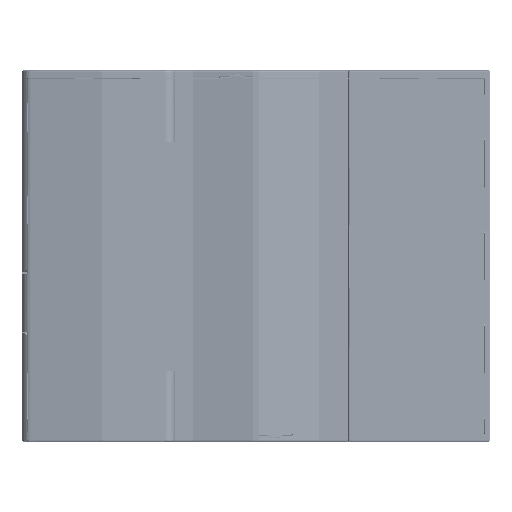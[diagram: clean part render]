
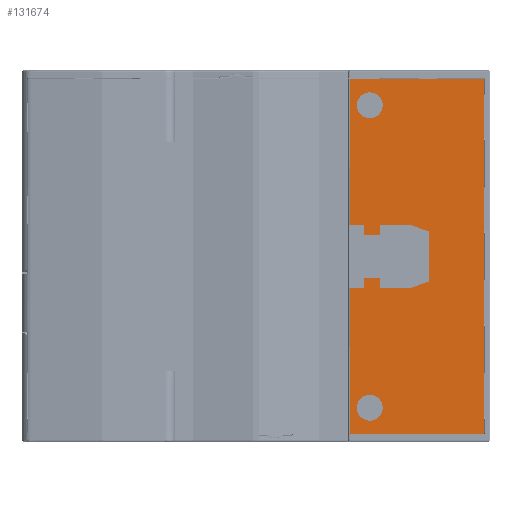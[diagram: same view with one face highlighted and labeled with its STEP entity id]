
A CAD part, front view. The second image highlights one B-rep face of the part: STEP entity #131674.
In plain terms, the highlighted planar face has unit normal (0, -1, 0).
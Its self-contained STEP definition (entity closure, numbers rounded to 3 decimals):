
#71472=DIRECTION('',(0.,0.,1.));
#71473=VECTOR('',#71472,68.028);
#71474=CARTESIAN_POINT('',(-21.238,-12.5,
-53.364));
#71475=LINE('',#71474,#71473);
#72231=DIRECTION('',(0.,0.,-1.));
#72232=VECTOR('',#72231,28.014);
#72233=CARTESIAN_POINT('',(4.5,-12.5,-25.35));
#72234=LINE('',#72233,#72232);
#72255=DIRECTION('',(0.,0.,1.));
#72256=VECTOR('',#72255,1.85);
#72257=CARTESIAN_POINT('',(1.85,-12.5,-15.2));
#72258=LINE('',#72257,#72256);
#72259=DIRECTION('',(0.94,0.,0.342));
#72260=VECTOR('',#72259,3.509);
#72261=CARTESIAN_POINT('',(-10.6,-12.5,-14.55));
#72262=LINE('',#72261,#72260);
#72263=DIRECTION('',(-0.94,0.,0.342));
#72264=VECTOR('',#72263,3.509);
#72265=CARTESIAN_POINT('',(-7.303,-12.5,-25.35));
#72266=LINE('',#72265,#72264);
#72267=DIRECTION('',(0.,0.,1.));
#72268=VECTOR('',#72267,1.85);
#72269=CARTESIAN_POINT('',(1.85,-12.5,-25.35));
#72270=LINE('',#72269,#72268);
#72271=DIRECTION('',(1.,0.,0.));
#72272=VECTOR('',#72271,25.738);
#72273=CARTESIAN_POINT('',(-21.238,-12.5,
-53.364));
#72274=LINE('',#72273,#72272);
#72275=CARTESIAN_POINT('',(0.675,-12.5,
9.665));
#72276=DIRECTION('',(0.,1.,0.));
#72277=DIRECTION('',(-1.,0.,0.));
#72278=AXIS2_PLACEMENT_3D('',#72275,#72276,#72277);
#72280=CARTESIAN_POINT('',(0.675,-12.5,
9.665));
#72281=DIRECTION('',(0.,1.,0.));
#72282=DIRECTION('',(1.,0.,0.));
#72283=AXIS2_PLACEMENT_3D('',#72280,#72281,#72282);
#72285=CARTESIAN_POINT('',(0.675,-12.5,
-48.365));
#72286=DIRECTION('',(0.,1.,0.));
#72287=DIRECTION('',(-1.,0.,0.));
#72288=AXIS2_PLACEMENT_3D('',#72285,#72286,#72287);
#72290=CARTESIAN_POINT('',(0.675,-12.5,
-48.365));
#72291=DIRECTION('',(0.,1.,0.));
#72292=DIRECTION('',(1.,0.,0.));
#72293=AXIS2_PLACEMENT_3D('',#72290,#72291,#72292);
#72295=DIRECTION('',(1.,0.,0.));
#72296=VECTOR('',#72295,25.738);
#72297=CARTESIAN_POINT('',(-21.238,-12.5,
14.664));
#72298=LINE('',#72297,#72296);
#123086=DIRECTION('',(0.,0.,-1.));
#123087=VECTOR('',#123086,28.014);
#123088=CARTESIAN_POINT('',(4.5,-12.5,
14.664));
#123089=LINE('',#123088,#123087);
#123110=DIRECTION('',(-1.,0.,0.));
#123111=VECTOR('',#123110,6.074);
#123112=CARTESIAN_POINT('',(-1.229,-12.5,-13.35));
#123113=LINE('',#123112,#123111);
#123122=DIRECTION('',(-1.,0.,0.));
#123123=VECTOR('',#123122,2.65);
#123124=CARTESIAN_POINT('',(4.5,-12.5,-13.35));
#123125=LINE('',#123124,#123123);
#123135=DIRECTION('',(0.,0.,1.));
#123136=VECTOR('',#123135,1.85);
#123137=CARTESIAN_POINT('',(-1.229,-12.5,-15.2));
#123138=LINE('',#123137,#123136);
#123151=DIRECTION('',(-1.,0.,0.));
#123152=VECTOR('',#123151,3.079);
#123153=CARTESIAN_POINT('',(1.85,-12.5,-15.2));
#123154=LINE('',#123153,#123152);
#123220=DIRECTION('',(1.,0.,0.));
#123221=VECTOR('',#123220,2.65);
#123222=CARTESIAN_POINT('',(1.85,-12.5,-25.35));
#123223=LINE('',#123222,#123221);
#123236=DIRECTION('',(1.,0.,0.));
#123237=VECTOR('',#123236,6.074);
#123238=CARTESIAN_POINT('',(-7.303,-12.5,-25.35));
#123239=LINE('',#123238,#123237);
#123248=DIRECTION('',(1.,0.,0.));
#123249=VECTOR('',#123248,3.079);
#123250=CARTESIAN_POINT('',(-1.229,-12.5,-23.5));
#123251=LINE('',#123250,#123249);
#123264=DIRECTION('',(0.,0.,1.));
#123265=VECTOR('',#123264,1.85);
#123266=CARTESIAN_POINT('',(-1.229,-12.5,-25.35));
#123267=LINE('',#123266,#123265);
#123280=DIRECTION('',(0.,0.,-1.));
#123281=VECTOR('',#123280,9.6);
#123282=CARTESIAN_POINT('',(-10.6,-12.5,-14.55));
#123283=LINE('',#123282,#123281);
#123785=CARTESIAN_POINT('',(-1.229,-12.5,-15.2));
#123786=VERTEX_POINT('',#123785);
#123787=CARTESIAN_POINT('',(1.85,-12.5,-15.2));
#123788=VERTEX_POINT('',#123787);
#123793=CARTESIAN_POINT('',(-10.6,-12.5,-14.55));
#123794=CARTESIAN_POINT('',(-7.303,-12.5,-13.35));
#123795=VERTEX_POINT('',#123793);
#123796=VERTEX_POINT('',#123794);
#125812=CARTESIAN_POINT('',(3.155,-12.5,
9.665));
#125813=CARTESIAN_POINT('',(-1.806,-12.5,
9.665));
#125814=VERTEX_POINT('',#125812);
#125815=VERTEX_POINT('',#125813);
#125816=CARTESIAN_POINT('',(3.155,-12.5,
-48.365));
#125817=CARTESIAN_POINT('',(-1.806,-12.5,
-48.365));
#125818=VERTEX_POINT('',#125816);
#125819=VERTEX_POINT('',#125817);
#125820=CARTESIAN_POINT('',(-21.238,-12.5,
14.664));
#125821=CARTESIAN_POINT('',(4.5,-12.5,
14.664));
#125822=VERTEX_POINT('',#125820);
#125823=VERTEX_POINT('',#125821);
#125824=CARTESIAN_POINT('',(4.5,-12.5,-13.35));
#125825=VERTEX_POINT('',#125824);
#125826=CARTESIAN_POINT('',(1.85,-12.5,-13.35));
#125827=VERTEX_POINT('',#125826);
#125828=CARTESIAN_POINT('',(-1.229,-12.5,-13.35));
#125829=VERTEX_POINT('',#125828);
#125830=CARTESIAN_POINT('',(-10.6,-12.5,-24.15));
#125831=VERTEX_POINT('',#125830);
#125832=CARTESIAN_POINT('',(-7.303,-12.5,-25.35));
#125833=VERTEX_POINT('',#125832);
#125834=CARTESIAN_POINT('',(-1.229,-12.5,-25.35));
#125835=VERTEX_POINT('',#125834);
#125836=CARTESIAN_POINT('',(-1.229,-12.5,-23.5));
#125837=VERTEX_POINT('',#125836);
#125838=CARTESIAN_POINT('',(1.85,-12.5,-23.5));
#125839=VERTEX_POINT('',#125838);
#125840=CARTESIAN_POINT('',(1.85,-12.5,-25.35));
#125841=VERTEX_POINT('',#125840);
#125842=CARTESIAN_POINT('',(4.5,-12.5,-25.35));
#125843=VERTEX_POINT('',#125842);
#125844=CARTESIAN_POINT('',(4.5,-12.5,
-53.364));
#125845=VERTEX_POINT('',#125844);
#125846=CARTESIAN_POINT('',(-21.238,-12.5,
-53.364));
#125847=VERTEX_POINT('',#125846);
#131622=CARTESIAN_POINT('',(-22.4,-12.5,-53.45));
#131623=DIRECTION('',(0.,-1.,0.));
#131624=DIRECTION('',(0.,0.,-1.));
#131625=AXIS2_PLACEMENT_3D('',#131622,#131623,#131624);
#131626=PLANE('',#131625);
#131627=ORIENTED_EDGE('',*,*,#130693,.T.);
#131629=ORIENTED_EDGE('',*,*,#131628,.T.);
#131631=ORIENTED_EDGE('',*,*,#131630,.T.);
#131633=ORIENTED_EDGE('',*,*,#131632,.T.);
#131635=ORIENTED_EDGE('',*,*,#131634,.F.);
#131637=ORIENTED_EDGE('',*,*,#131636,.T.);
#131639=ORIENTED_EDGE('',*,*,#131638,.T.);
#131641=ORIENTED_EDGE('',*,*,#131640,.T.);
#131643=ORIENTED_EDGE('',*,*,#131642,.F.);
#131645=ORIENTED_EDGE('',*,*,#131644,.T.);
#131647=ORIENTED_EDGE('',*,*,#131646,.F.);
#131649=ORIENTED_EDGE('',*,*,#131648,.T.);
#131651=ORIENTED_EDGE('',*,*,#131650,.T.);
#131653=ORIENTED_EDGE('',*,*,#131652,.T.);
#131655=ORIENTED_EDGE('',*,*,#131654,.F.);
#131657=ORIENTED_EDGE('',*,*,#131656,.T.);
#131658=ORIENTED_EDGE('',*,*,#131613,.T.);
#131659=ORIENTED_EDGE('',*,*,#131568,.F.);
#131660=EDGE_LOOP('',(#131627,#131629,#131631,#131633,#131635,#131637,#131639,
#131641,#131643,#131645,#131647,#131649,#131651,#131653,#131655,#131657,#131658,
#131659));
#131661=FACE_OUTER_BOUND('',#131660,.F.);
#131663=ORIENTED_EDGE('',*,*,#131662,.F.);
#131665=ORIENTED_EDGE('',*,*,#131664,.F.);
#131666=EDGE_LOOP('',(#131663,#131665));
#131667=FACE_BOUND('',#131666,.F.);
#131669=ORIENTED_EDGE('',*,*,#131668,.F.);
#131671=ORIENTED_EDGE('',*,*,#131670,.F.);
#131672=EDGE_LOOP('',(#131669,#131671));
#131673=FACE_BOUND('',#131672,.F.);
#131674=ADVANCED_FACE('',(#131661,#131667,#131673),#131626,.T.);
#72279=CIRCLE('',#72278,2.48);
#72284=CIRCLE('',#72283,2.48);
#72289=CIRCLE('',#72288,2.48);
#72294=CIRCLE('',#72293,2.48);
#130693=EDGE_CURVE('',#125847,#125822,#71475,.T.);
#131568=EDGE_CURVE('',#125847,#125845,#72274,.T.);
#131613=EDGE_CURVE('',#125843,#125845,#72234,.T.);
#131628=EDGE_CURVE('',#125822,#125823,#72298,.T.);
#131630=EDGE_CURVE('',#125823,#125825,#123089,.T.);
#131632=EDGE_CURVE('',#125825,#125827,#123125,.T.);
#131634=EDGE_CURVE('',#123788,#125827,#72258,.T.);
#131636=EDGE_CURVE('',#123788,#123786,#123154,.T.);
#131638=EDGE_CURVE('',#123786,#125829,#123138,.T.);
#131640=EDGE_CURVE('',#125829,#123796,#123113,.T.);
#131642=EDGE_CURVE('',#123795,#123796,#72262,.T.);
#131644=EDGE_CURVE('',#123795,#125831,#123283,.T.);
#131646=EDGE_CURVE('',#125833,#125831,#72266,.T.);
#131648=EDGE_CURVE('',#125833,#125835,#123239,.T.);
#131650=EDGE_CURVE('',#125835,#125837,#123267,.T.);
#131652=EDGE_CURVE('',#125837,#125839,#123251,.T.);
#131654=EDGE_CURVE('',#125841,#125839,#72270,.T.);
#131656=EDGE_CURVE('',#125841,#125843,#123223,.T.);
#131662=EDGE_CURVE('',#125815,#125814,#72279,.T.);
#131664=EDGE_CURVE('',#125814,#125815,#72284,.T.);
#131668=EDGE_CURVE('',#125819,#125818,#72289,.T.);
#131670=EDGE_CURVE('',#125818,#125819,#72294,.T.);
